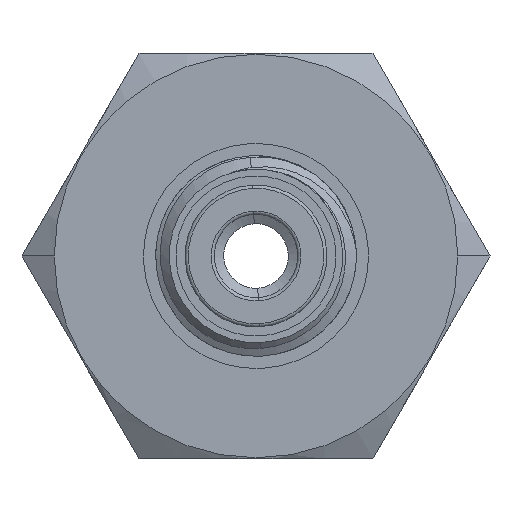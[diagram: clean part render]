
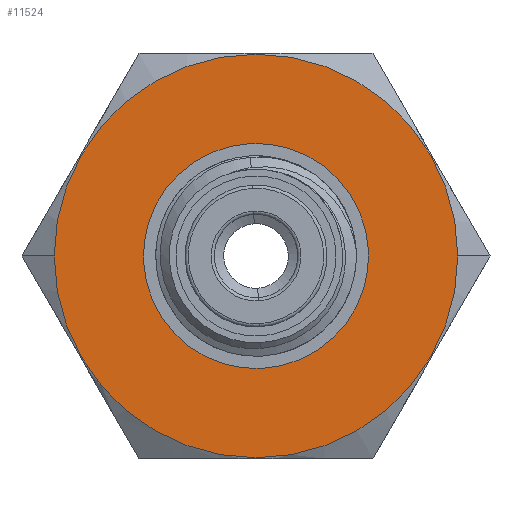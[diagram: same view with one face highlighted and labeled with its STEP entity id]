
A CAD part, left-side view. The second image highlights one B-rep face of the part: STEP entity #11524.
In plain terms, the highlighted planar face has unit normal (-1, 0, 0).
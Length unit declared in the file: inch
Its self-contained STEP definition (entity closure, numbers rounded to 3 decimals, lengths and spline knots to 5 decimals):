
#328 = DIRECTION ( 'NONE',  ( -1., 0., 0. ) ) ;
#1270 = VERTEX_POINT ( 'NONE', #2856 ) ;
#1436 = CARTESIAN_POINT ( 'NONE',  ( -1.25, -0.56, 0. ) ) ;
#2110 = DIRECTION ( 'NONE',  ( 0., 1., 0. ) ) ;
#2334 = AXIS2_PLACEMENT_3D ( 'NONE', #14033, #7296, #12905 ) ;
#2566 = EDGE_LOOP ( 'NONE', ( #8530, #12627 ) ) ;
#2681 = DIRECTION ( 'NONE',  ( -1., 0., 0. ) ) ;
#2856 = CARTESIAN_POINT ( 'NONE',  ( -1.25, 0., 0.281 ) ) ;
#2925 = VERTEX_POINT ( 'NONE', #14435 ) ;
#3095 = VERTEX_POINT ( 'NONE', #1436 ) ;
#3136 = CARTESIAN_POINT ( 'NONE',  ( -1.25, 0., 0. ) ) ;
#3404 = FACE_BOUND ( 'NONE', #2566, .T. ) ;
#3576 = CARTESIAN_POINT ( 'NONE',  ( -1.25, 0., 0. ) ) ;
#3714 = AXIS2_PLACEMENT_3D ( 'NONE', #3576, #328, #9152 ) ;
#4116 = ORIENTED_EDGE ( 'NONE', *, *, #12160, .F. ) ;
#4629 = FACE_OUTER_BOUND ( 'NONE', #13501, .T. ) ;
#4799 = CIRCLE ( 'NONE', #2334, 0.56 ) ;
#4895 = AXIS2_PLACEMENT_3D ( 'NONE', #14375, #14427, #6645 ) ;
#5531 = CIRCLE ( 'NONE', #4895, 0.281 ) ;
#6645 = DIRECTION ( 'NONE',  ( 0., 0., 1. ) ) ;
#7296 = DIRECTION ( 'NONE',  ( 1., 0., 0. ) ) ;
#8252 = DIRECTION ( 'NONE',  ( 0., 0., 1. ) ) ;
#8344 = EDGE_CURVE ( 'NONE', #1270, #2925, #5531, .T. ) ;
#8530 = ORIENTED_EDGE ( 'NONE', *, *, #8344, .F. ) ;
#8621 = VERTEX_POINT ( 'NONE', #9079 ) ;
#9079 = CARTESIAN_POINT ( 'NONE',  ( -1.25, 0.56, 0. ) ) ;
#9152 = DIRECTION ( 'NONE',  ( 0., -1., 0. ) ) ;
#9290 = CARTESIAN_POINT ( 'NONE',  ( -1.25, 0., 0. ) ) ;
#9680 = ORIENTED_EDGE ( 'NONE', *, *, #10531, .F. ) ;
#10081 = EDGE_CURVE ( 'NONE', #2925, #1270, #10713, .T. ) ;
#10531 = EDGE_CURVE ( 'NONE', #3095, #8621, #14393, .T. ) ;
#10713 = CIRCLE ( 'NONE', #11421, 0.281 ) ;
#10946 = DIRECTION ( 'NONE',  ( 1., 0., 0. ) ) ;
#11421 = AXIS2_PLACEMENT_3D ( 'NONE', #9290, #2681, #8252 ) ;
#11524 = ADVANCED_FACE ( 'NONE', ( #4629, #3404 ), #13738, .T. ) ;
#12160 = EDGE_CURVE ( 'NONE', #8621, #3095, #4799, .T. ) ;
#12627 = ORIENTED_EDGE ( 'NONE', *, *, #10081, .F. ) ;
#12905 = DIRECTION ( 'NONE',  ( 0., 1., 0. ) ) ;
#13501 = EDGE_LOOP ( 'NONE', ( #4116, #9680 ) ) ;
#13738 = PLANE ( 'NONE',  #3714 ) ;
#14033 = CARTESIAN_POINT ( 'NONE',  ( -1.25, 0., 0. ) ) ;
#14169 = AXIS2_PLACEMENT_3D ( 'NONE', #3136, #10946, #2110 ) ;
#14375 = CARTESIAN_POINT ( 'NONE',  ( -1.25, 0., 0. ) ) ;
#14393 = CIRCLE ( 'NONE', #14169, 0.56 ) ;
#14427 = DIRECTION ( 'NONE',  ( -1., 0., 0. ) ) ;
#14435 = CARTESIAN_POINT ( 'NONE',  ( -1.25, 0., -0.281 ) ) ;
